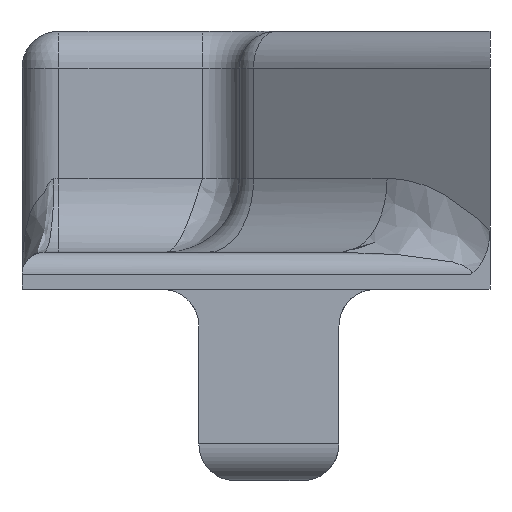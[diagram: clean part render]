
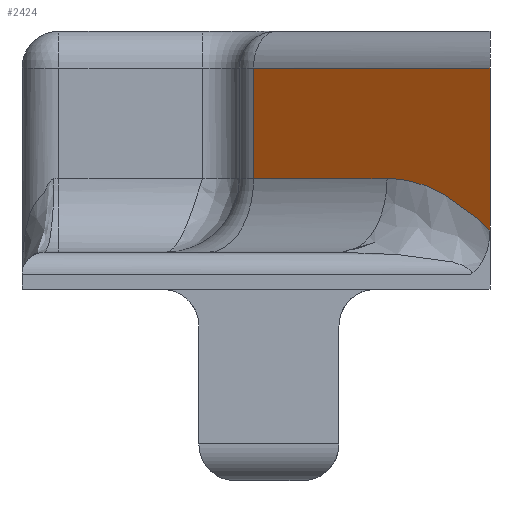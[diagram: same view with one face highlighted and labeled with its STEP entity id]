
A CAD part, front view. The second image highlights one B-rep face of the part: STEP entity #2424.
In plain terms, the highlighted planar face has unit normal (-0.615, -0.789, 0).
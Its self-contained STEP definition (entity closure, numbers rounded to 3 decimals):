
#945 = VERTEX_POINT('',#946);
#946 = CARTESIAN_POINT('',(6.35,-21.35,1.605));
#1094 = VERTEX_POINT('',#1095);
#1095 = CARTESIAN_POINT('',(6.35,-21.35,6.));
#1102 = EDGE_CURVE('',#945,#1094,#1103,.T.);
#1103 = LINE('',#1104,#1105);
#1104 = CARTESIAN_POINT('',(6.35,-21.35,0.));
#1105 = VECTOR('',#1106,1.);
#1106 = DIRECTION('',(0.,0.,1.));
#1631 = EDGE_CURVE('',#945,#1632,#1634,.T.);
#1632 = VERTEX_POINT('',#1633);
#1633 = CARTESIAN_POINT('',(3.556,-19.173,3.));
#1634 = ( BOUNDED_CURVE() B_SPLINE_CURVE(10,(#1635,#1636,#1637,#1638,
    #1639,#1640,#1641,#1642,#1643,#1644,#1645,#1646,#1647,#1648,#1649,
    #1650,#1651,#1652,#1653,#1654),.UNSPECIFIED.,.F.,.F.) 
B_SPLINE_CURVE_WITH_KNOTS((11,9,11),(0.353,1.429,
3.822),.UNSPECIFIED.) CURVE() GEOMETRIC_REPRESENTATION_ITEM() 
RATIONAL_B_SPLINE_CURVE((1.,1.,1.,1.,1.,1.,1.,1.
,1.,1.,1.,1.,1.,1.,1.,1.,1.,1.,1.,1.)) REPRESENTATION_ITEM('') );
#1635 = CARTESIAN_POINT('',(6.739,-21.653,
    1.002));
#1636 = CARTESIAN_POINT('',(6.665,-21.596,
    1.162));
#1637 = CARTESIAN_POINT('',(6.582,-21.531,
    1.308));
#1638 = CARTESIAN_POINT('',(6.492,-21.461,
    1.446));
#1639 = CARTESIAN_POINT('',(6.392,-21.383,
    1.58));
#1640 = CARTESIAN_POINT('',(6.281,-21.296,1.705
    ));
#1641 = CARTESIAN_POINT('',(6.159,-21.201,
    1.824));
#1642 = CARTESIAN_POINT('',(6.024,-21.096,
    1.934));
#1643 = CARTESIAN_POINT('',(5.88,-20.983,2.03
    ));
#1644 = CARTESIAN_POINT('',(5.731,-20.867,2.118
    ));
#1645 = CARTESIAN_POINT('',(5.362,-20.58,
    2.39));
#1646 = CARTESIAN_POINT('',(5.155,-20.418,
    2.545));
#1647 = CARTESIAN_POINT('',(4.969,-20.273,
    2.672));
#1648 = CARTESIAN_POINT('',(4.772,-20.12,
    2.765));
#1649 = CARTESIAN_POINT('',(4.567,-19.961,
    2.851));
#1650 = CARTESIAN_POINT('',(4.366,-19.804,
    2.908));
#1651 = CARTESIAN_POINT('',(4.163,-19.646,
    2.956));
#1652 = CARTESIAN_POINT('',(3.961,-19.488,
    2.985));
#1653 = CARTESIAN_POINT('',(3.759,-19.33,3.));
#1654 = CARTESIAN_POINT('',(3.556,-19.173,3.));
#2404 = EDGE_CURVE('',#1094,#2405,#2407,.T.);
#2405 = VERTEX_POINT('',#2406);
#2406 = CARTESIAN_POINT('',(-0.065,-16.35,6.));
#2407 = LINE('',#2408,#2409);
#2408 = CARTESIAN_POINT('',(6.35,-21.35,6.));
#2409 = VECTOR('',#2410,1.);
#2410 = DIRECTION('',(-0.789,0.615,0.));
#2424 = ADVANCED_FACE('',(#2425),#2444,.T.);
#2425 = FACE_BOUND('',#2426,.T.);
#2426 = EDGE_LOOP('',(#2427,#2435,#2441,#2442,#2443));
#2427 = ORIENTED_EDGE('',*,*,#2428,.F.);
#2428 = EDGE_CURVE('',#2429,#2405,#2431,.T.);
#2429 = VERTEX_POINT('',#2430);
#2430 = CARTESIAN_POINT('',(-0.065,-16.35,3.));
#2431 = LINE('',#2432,#2433);
#2432 = CARTESIAN_POINT('',(-0.065,-16.35,1.));
#2433 = VECTOR('',#2434,1.);
#2434 = DIRECTION('',(0.,0.,1.));
#2435 = ORIENTED_EDGE('',*,*,#2436,.F.);
#2436 = EDGE_CURVE('',#1632,#2429,#2437,.T.);
#2437 = LINE('',#2438,#2439);
#2438 = CARTESIAN_POINT('',(5.58,-20.75,3.));
#2439 = VECTOR('',#2440,1.);
#2440 = DIRECTION('',(-0.789,0.615,0.));
#2441 = ORIENTED_EDGE('',*,*,#1631,.F.);
#2442 = ORIENTED_EDGE('',*,*,#1102,.T.);
#2443 = ORIENTED_EDGE('',*,*,#2404,.T.);
#2444 = PLANE('',#2445);
#2445 = AXIS2_PLACEMENT_3D('',#2446,#2447,#2448);
#2446 = CARTESIAN_POINT('',(6.35,-21.35,0.));
#2447 = DIRECTION('',(-0.615,-0.789,0.));
#2448 = DIRECTION('',(-0.789,0.615,0.));
